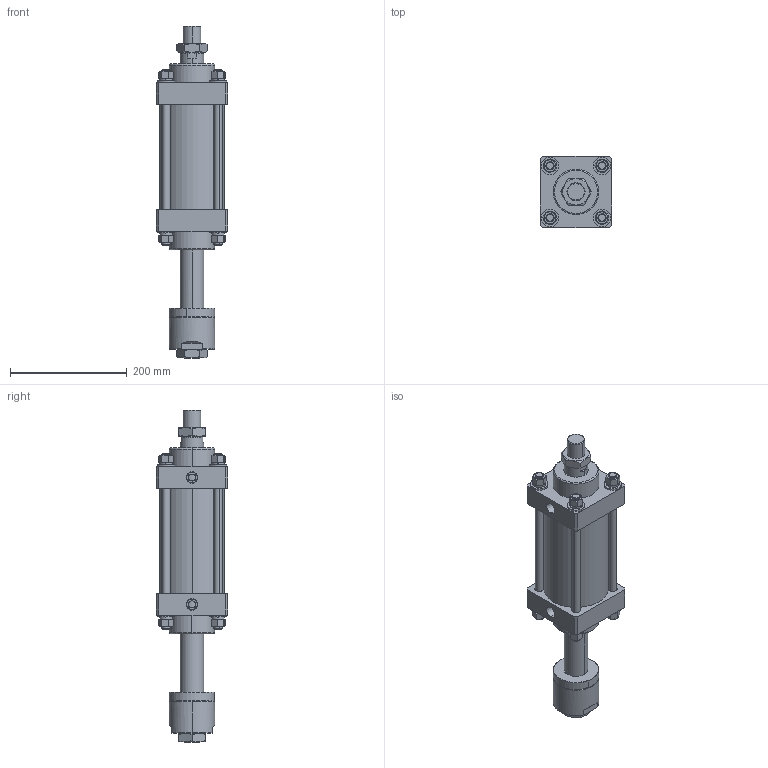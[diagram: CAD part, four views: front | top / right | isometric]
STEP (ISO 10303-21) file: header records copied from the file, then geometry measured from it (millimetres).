
FILE_DESCRIPTION (( 'STEP AP203' ), '1' );
FILE_NAME ('MOD-100-40-100-A30.STEP', '2021-04-28T05:41:32', ( '微软用户' ), ( '微软中国' ), 'SwSTEP 2.0', 'SolidWorks 2012', '' );
FILE_SCHEMA (( 'CONFIG_CONTROL_DESIGN' ));
Length unit declared in the file: millimetre
Products named in the file (11): MOB-100-40-100前盖; MOD-100-40-100-A30活塞杆; MOD-100-40-100嶺裝; hex nuts 1-fine pitch-grades ab gb_GB_FASTENER_NUT_SNAB1XY M14X1.5-C; spring lock washers--normal type gb_GB_FASTENER_WASHER_SW 14; hex thin nuts grades ab gb_GB_FASTENER_NUT_STNABTT  B M30X2.0-N; plain washers--product grade c gb_GB_FASTENER_WASHER_SMWC 16; MOD-100-40-100-A30遣喳杶; MOD-100-40-100-A30覃誹杶; MOD-100-40-100-A30; MOB-100-40-100掛极
Assembly tree (36 placements, depth 2):
  MOD-100-40-100-A30
    MOB-100-40-100掛极
    MOB-100-40-100前盖  x2
    MOD-100-40-100-A30活塞杆
    MOD-100-40-100嶺裝  x4
    hex nuts 1-fine pitch-grades ab gb_GB_FASTENER_NUT_SNAB1XY M14X1.5-C  x8
    spring lock washers--normal type gb_GB_FASTENER_WASHER_SW 14  x8
    hex thin nuts grades ab gb_GB_FASTENER_NUT_STNABTT  B M30X2.0-N  x2
    plain washers--product grade c gb_GB_FASTENER_WASHER_SMWC 16  x8
    MOD-100-40-100-A30遣喳杶
    MOD-100-40-100-A30覃誹杶
Bounding box: 122 x 122 x 568 mm (x, y, z)
Volume: 2969378.1 mm3; surface area: 509363 mm2
Topology: 36 solids, 36 shells, 533 faces, 1180 edges, 735 vertices
Faces by surface type: plane 194, cylinder 178, cone 149, torus 12
Entity records: 8107 total; most frequent: CARTESIAN_POINT 1469, DIRECTION 1110, ORIENTED_EDGE 910, AXIS2_PLACEMENT_3D 462, EDGE_CURVE 455, VERTEX_POINT 281, EDGE_LOOP 242, CIRCLE 217
